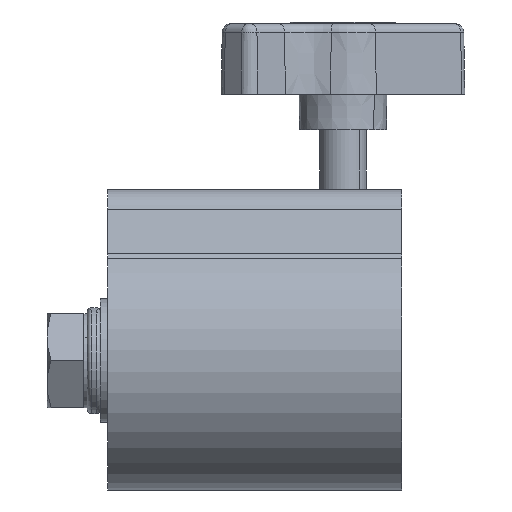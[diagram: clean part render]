
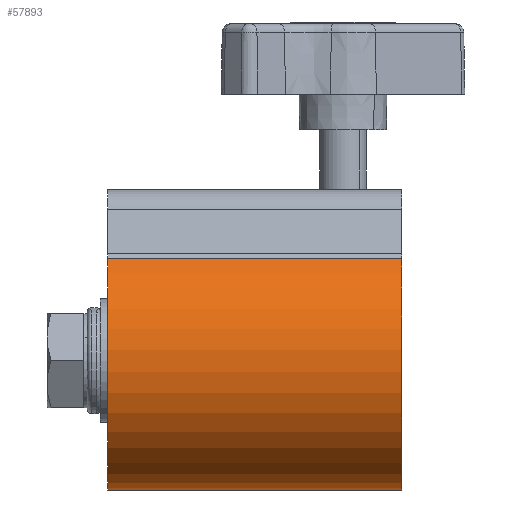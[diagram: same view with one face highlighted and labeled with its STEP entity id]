
A CAD part, left-side view. The second image highlights one B-rep face of the part: STEP entity #57893.
In plain terms, the highlighted cylindrical face has radius 22 mm (diameter 44 mm), a partial arc.
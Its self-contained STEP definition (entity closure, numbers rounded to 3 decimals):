
#1009 = EDGE_LOOP ( 'NONE', ( #36999, #38460, #13157, #40921 ) ) ;
#6391 = AXIS2_PLACEMENT_3D ( 'NONE', #49727, #23180, #14602 ) ;
#7007 = EDGE_CURVE ( 'NONE', #14159, #26175, #15959, .T. ) ;
#8134 = VERTEX_POINT ( 'NONE', #23565 ) ;
#8450 = CARTESIAN_POINT ( 'NONE',  ( -13.575, -25., 17.312 ) ) ;
#10479 = DIRECTION ( 'NONE',  ( 0., 1., 0. ) ) ;
#12776 = CIRCLE ( 'NONE', #50036, 22. ) ;
#13157 = ORIENTED_EDGE ( 'NONE', *, *, #37622, .T. ) ;
#14060 = CARTESIAN_POINT ( 'NONE',  ( 0., -25., 0. ) ) ;
#14159 = VERTEX_POINT ( 'NONE', #8450 ) ;
#14602 = DIRECTION ( 'NONE',  ( 0., 0., 1. ) ) ;
#15959 = LINE ( 'NONE', #32129, #21544 ) ;
#19455 = CARTESIAN_POINT ( 'NONE',  ( -13.575, 25., 17.312 ) ) ;
#21544 = VECTOR ( 'NONE', #10479, 1000. ) ;
#23180 = DIRECTION ( 'NONE',  ( 0., 1., 0. ) ) ;
#23215 = DIRECTION ( 'NONE',  ( 0., 1., 0. ) ) ;
#23413 = DIRECTION ( 'NONE',  ( 0., 0., 1. ) ) ;
#23565 = CARTESIAN_POINT ( 'NONE',  ( 0., -25., -22. ) ) ;
#24410 = CARTESIAN_POINT ( 'NONE',  ( 0., 25., 0. ) ) ;
#26175 = VERTEX_POINT ( 'NONE', #19455 ) ;
#31075 = EDGE_CURVE ( 'NONE', #37095, #8134, #31140, .T. ) ;
#31140 = LINE ( 'NONE', #44536, #40175 ) ;
#32129 = CARTESIAN_POINT ( 'NONE',  ( -13.575, 25., 17.312 ) ) ;
#33166 = DIRECTION ( 'NONE',  ( 0., -1., 0. ) ) ;
#35116 = AXIS2_PLACEMENT_3D ( 'NONE', #24410, #33166, #41934 ) ;
#36999 = ORIENTED_EDGE ( 'NONE', *, *, #39247, .F. ) ;
#37095 = VERTEX_POINT ( 'NONE', #56469 ) ;
#37622 = EDGE_CURVE ( 'NONE', #8134, #14159, #12776, .T. ) ;
#37763 = FACE_OUTER_BOUND ( 'NONE', #1009, .T. ) ;
#38460 = ORIENTED_EDGE ( 'NONE', *, *, #31075, .T. ) ;
#39247 = EDGE_CURVE ( 'NONE', #37095, #26175, #57300, .T. ) ;
#39648 = DIRECTION ( 'NONE',  ( 0., -1., 0. ) ) ;
#40175 = VECTOR ( 'NONE', #39648, 1000. ) ;
#40921 = ORIENTED_EDGE ( 'NONE', *, *, #7007, .T. ) ;
#41934 = DIRECTION ( 'NONE',  ( 0., 0., -1. ) ) ;
#44536 = CARTESIAN_POINT ( 'NONE',  ( 0., 25., -22. ) ) ;
#46858 = CYLINDRICAL_SURFACE ( 'NONE', #35116, 22. ) ;
#49727 = CARTESIAN_POINT ( 'NONE',  ( 0., 25., 0. ) ) ;
#50036 = AXIS2_PLACEMENT_3D ( 'NONE', #14060, #23215, #23413 ) ;
#56469 = CARTESIAN_POINT ( 'NONE',  ( 0., 25., -22. ) ) ;
#57300 = CIRCLE ( 'NONE', #6391, 22. ) ;
#57893 = ADVANCED_FACE ( 'NONE', ( #37763 ), #46858, .T. ) ;
